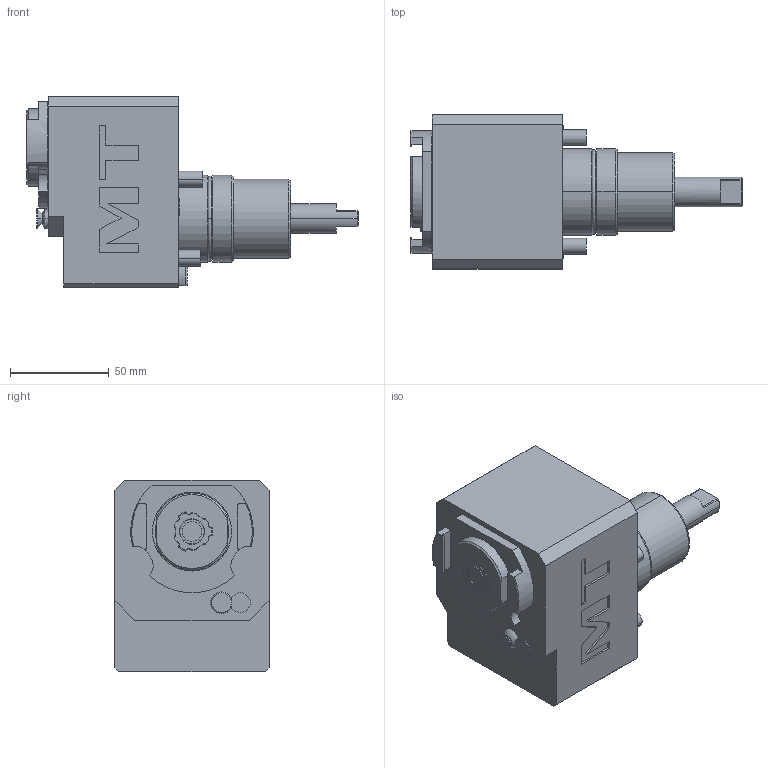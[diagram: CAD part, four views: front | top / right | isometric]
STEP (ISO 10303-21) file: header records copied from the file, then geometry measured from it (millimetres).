
FILE_DESCRIPTION((''),'2;1');
FILE_NAME('NKM1690416_CONF','2023-03-09T16:30:10',('sterribile'),('M.T. srl'),'CREO PARAMETRIC BY PTC INC, 2021072','CREO PARAMETRIC BY PTC INC, 2021072','');
FILE_SCHEMA(('CONFIG_CONTROL_DESIGN'));
Length unit declared in the file: millimetre
Products named in the file (1): NKM1690416_CONF
Bounding box: 168 x 78 x 97 mm (x, y, z)
Volume: 585745.5 mm3; surface area: 55241.4 mm2
Topology: 1 solids, 1 shells, 264 faces, 652 edges, 420 vertices
Faces by surface type: plane 126, cylinder 69, cone 39, torus 13, bspline 12, extrusion 4, sphere 1
Entity records: 8480 total; most frequent: CARTESIAN_POINT 2176, ORIENTED_EDGE 1304, DIRECTION 1290, EDGE_CURVE 652, AXIS2_PLACEMENT_3D 470, VERTEX_POINT 420, VECTOR 350, LINE 346
